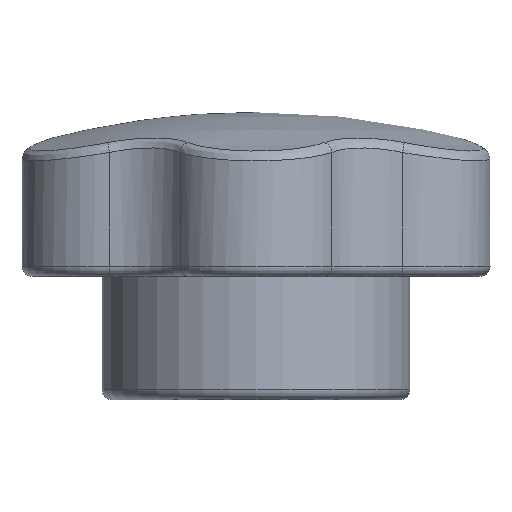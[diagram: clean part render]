
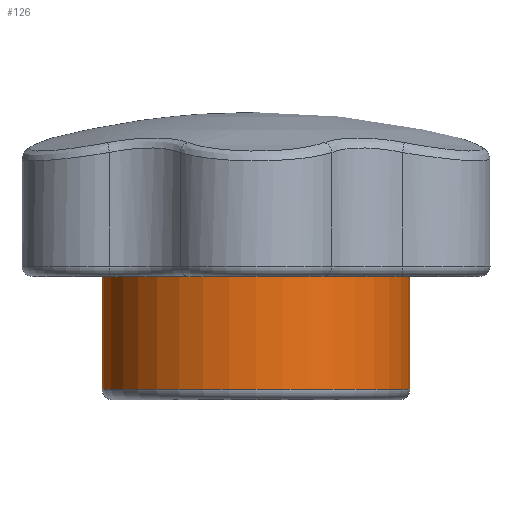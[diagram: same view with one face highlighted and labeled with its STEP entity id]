
A CAD part, left-side view. The second image highlights one B-rep face of the part: STEP entity #126.
In plain terms, the highlighted cylindrical face has radius 7.5 mm (diameter 15 mm), a full revolution.
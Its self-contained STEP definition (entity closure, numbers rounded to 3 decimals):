
#126 = ADVANCED_FACE( '', ( #266, #267 ), #268, .T. );
#266 = FACE_OUTER_BOUND( '', #1666, .T. );
#267 = FACE_OUTER_BOUND( '', #1667, .T. );
#268 = CYLINDRICAL_SURFACE( '', #1668, 7.5 );
#1666 = EDGE_LOOP( '', ( #2901 ) );
#1667 = EDGE_LOOP( '', ( #2902 ) );
#1668 = AXIS2_PLACEMENT_3D( '', #2903, #2904, #2905 );
#2901 = ORIENTED_EDGE( '', *, *, #3038, .T. );
#2902 = ORIENTED_EDGE( '', *, *, #3113, .F. );
#2903 = CARTESIAN_POINT( '', ( 0., 0., 14. ) );
#2904 = DIRECTION( '', ( 0., 0., -1. ) );
#2905 = DIRECTION( '', ( 1., 0., 0. ) );
#3038 = EDGE_CURVE( '', #3193, #3193, #3194, .T. );
#3113 = EDGE_CURVE( '', #3296, #3296, #3297, .T. );
#3193 = VERTEX_POINT( '', #3585 );
#3194 = CIRCLE( '', #3586, 7.5 );
#3296 = VERTEX_POINT( '', #4300 );
#3297 = CIRCLE( '', #4301, 7.5 );
#3585 = CARTESIAN_POINT( '', ( 7.5, 0., 0.5 ) );
#3586 = AXIS2_PLACEMENT_3D( '', #4781, #4782, #4783 );
#4300 = CARTESIAN_POINT( '', ( 7.5, 0., 6. ) );
#4301 = AXIS2_PLACEMENT_3D( '', #4895, #4896, #4897 );
#4781 = CARTESIAN_POINT( '', ( 0., 0., 0.5 ) );
#4782 = DIRECTION( '', ( 0., 0., 1. ) );
#4783 = DIRECTION( '', ( 1., 0., 0. ) );
#4895 = CARTESIAN_POINT( '', ( 0., 0., 6. ) );
#4896 = DIRECTION( '', ( 0., 0., 1. ) );
#4897 = DIRECTION( '', ( 1., 0., 0. ) );
